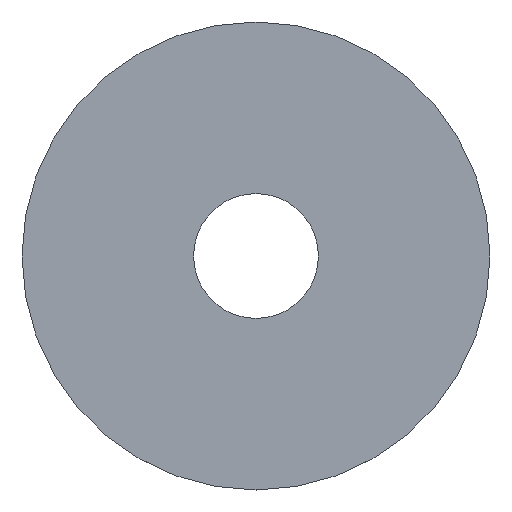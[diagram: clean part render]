
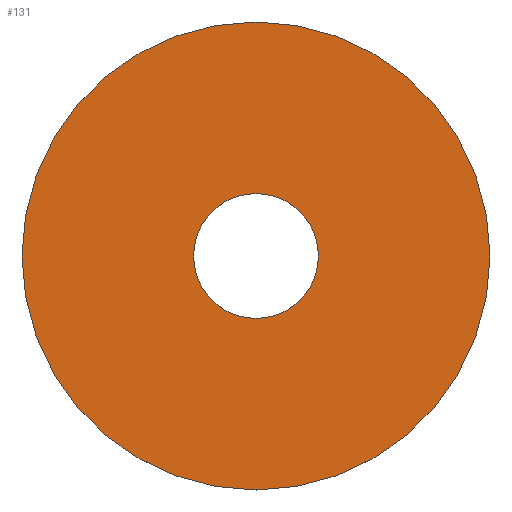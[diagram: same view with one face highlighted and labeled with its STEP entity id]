
A CAD part, top view. The second image highlights one B-rep face of the part: STEP entity #131.
In plain terms, the highlighted planar face has unit normal (0, 0, 1).
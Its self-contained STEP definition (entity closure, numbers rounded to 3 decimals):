
#13 = VERTEX_POINT ( 'NONE', #86 ) ;
#19 = DIRECTION ( 'NONE',  ( 0., 1., 0. ) ) ;
#25 = CIRCLE ( 'NONE', #67, 15. ) ;
#31 = DIRECTION ( 'NONE',  ( 0., 1., 0. ) ) ;
#42 = ORIENTED_EDGE ( 'NONE', *, *, #158, .T. ) ;
#54 = EDGE_LOOP ( 'NONE', ( #42 ) ) ;
#55 = VERTEX_POINT ( 'NONE', #111 ) ;
#61 = CIRCLE ( 'NONE', #143, 4. ) ;
#66 = DIRECTION ( 'NONE',  ( 0., -1., 0. ) ) ;
#67 = AXIS2_PLACEMENT_3D ( 'NONE', #68, #124, #31 ) ;
#68 = CARTESIAN_POINT ( 'NONE',  ( 0., 0., 0.25 ) ) ;
#81 = EDGE_LOOP ( 'NONE', ( #125 ) ) ;
#82 = CARTESIAN_POINT ( 'NONE',  ( 0., 4., 0.25 ) ) ;
#85 = DIRECTION ( 'NONE',  ( 0., 0., -1. ) ) ;
#86 = CARTESIAN_POINT ( 'NONE',  ( 0., 4., 0.25 ) ) ;
#107 = FACE_OUTER_BOUND ( 'NONE', #81, .T. ) ;
#111 = CARTESIAN_POINT ( 'NONE',  ( 0., 15., 0.25 ) ) ;
#113 = EDGE_CURVE ( 'NONE', #55, #55, #25, .T. ) ;
#124 = DIRECTION ( 'NONE',  ( 0., 0., -1. ) ) ;
#125 = ORIENTED_EDGE ( 'NONE', *, *, #113, .F. ) ;
#128 = AXIS2_PLACEMENT_3D ( 'NONE', #82, #137, #66 ) ;
#131 = ADVANCED_FACE ( 'NONE', ( #165, #107 ), #136, .T. ) ;
#136 = PLANE ( 'NONE',  #128 ) ;
#137 = DIRECTION ( 'NONE',  ( 0., 0., 1. ) ) ;
#143 = AXIS2_PLACEMENT_3D ( 'NONE', #167, #85, #19 ) ;
#158 = EDGE_CURVE ( 'NONE', #13, #13, #61, .T. ) ;
#165 = FACE_BOUND ( 'NONE', #54, .T. ) ;
#167 = CARTESIAN_POINT ( 'NONE',  ( 0., 0., 0.25 ) ) ;
